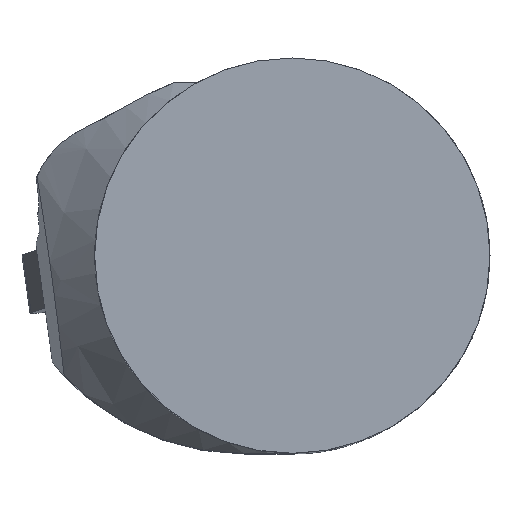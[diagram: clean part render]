
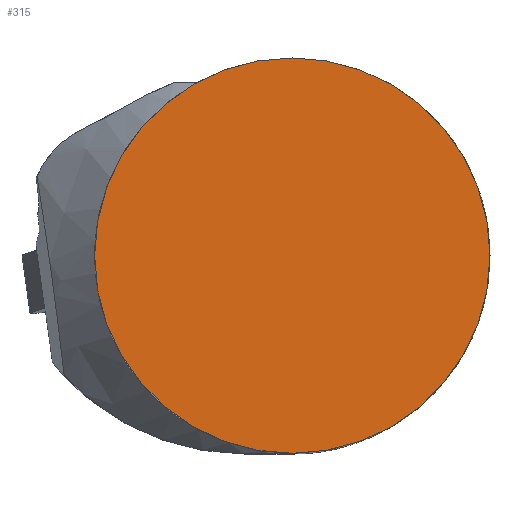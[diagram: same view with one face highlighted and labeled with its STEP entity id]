
A CAD part, top view. The second image highlights one B-rep face of the part: STEP entity #315.
In plain terms, the highlighted planar face has unit normal (0, 0, 1).
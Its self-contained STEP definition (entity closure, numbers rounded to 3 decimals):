
#161=PLANE('',#1803);
#233=FACE_OUTER_BOUND('',#460,.T.);
#315=ADVANCED_FACE('',(#233),#161,.T.);
#460=EDGE_LOOP('',(#1159));
#1159=ORIENTED_EDGE('',*,*,#1362,.F.);
#1212=VERTEX_POINT('',#2284);
#1362=EDGE_CURVE('',#1212,#1212,#1578,.T.);
#1578=CIRCLE('',#1681,16.);
#1681=AXIS2_PLACEMENT_3D('',#2283,#1849,#1850);
#1803=AXIS2_PLACEMENT_3D('',#3201,#2176,#2177);
#1849=DIRECTION('',(0.,0.,-1.));
#1850=DIRECTION('',(1.,0.,0.));
#2176=DIRECTION('',(0.,0.,1.));
#2177=DIRECTION('',(1.,0.,0.));
#2283=CARTESIAN_POINT('',(0.,0.,0.));
#2284=CARTESIAN_POINT('',(16.,0.,0.));
#3201=CARTESIAN_POINT('',(0.,0.,0.));
